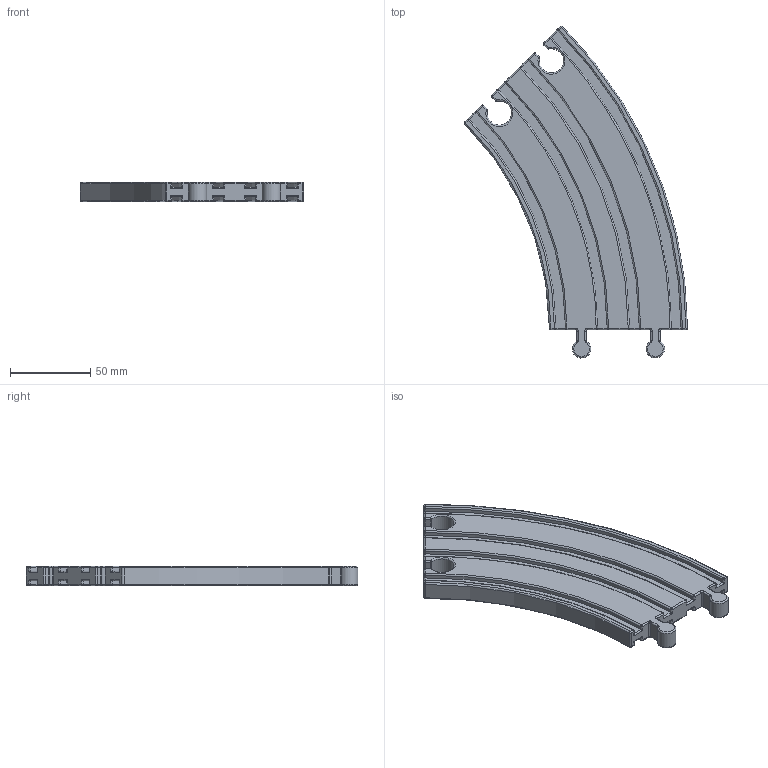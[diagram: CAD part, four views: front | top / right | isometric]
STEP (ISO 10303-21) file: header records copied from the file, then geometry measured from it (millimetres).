
FILE_DESCRIPTION(('FreeCAD Model'),'2;1');
FILE_NAME('Double Curve 182mm 45deg Brio EE.step','2018-12-18T21:17:29',('Author'),(''), 'Open CASCADE STEP processor 6.8','FreeCAD','Unknown');
FILE_SCHEMA(('AUTOMOTIVE_DESIGN { 1 0 10303 214 1 1 1 1 }'));
Length unit declared in the file: millimetre
Products named in the file (1): Fillet
Bounding box: 138.93 x 206.82 x 12 mm (x, y, z)
Volume: 154635.2 mm3; surface area: 44834.3 mm2
Topology: 1 solids, 1 shells, 278 faces, 672 edges, 340 vertices
Faces by surface type: cylinder 134, sphere 56, torus 44, plane 32, bspline 12
Entity records: 16580 total; most frequent: CARTESIAN_POINT 4569, DIRECTION 2209, ORIENTED_EDGE 1232, PCURVE 1232, DEFINITIONAL_REPRESENTATION 1232, LINE 972, VECTOR 972, EDGE_CURVE 616
